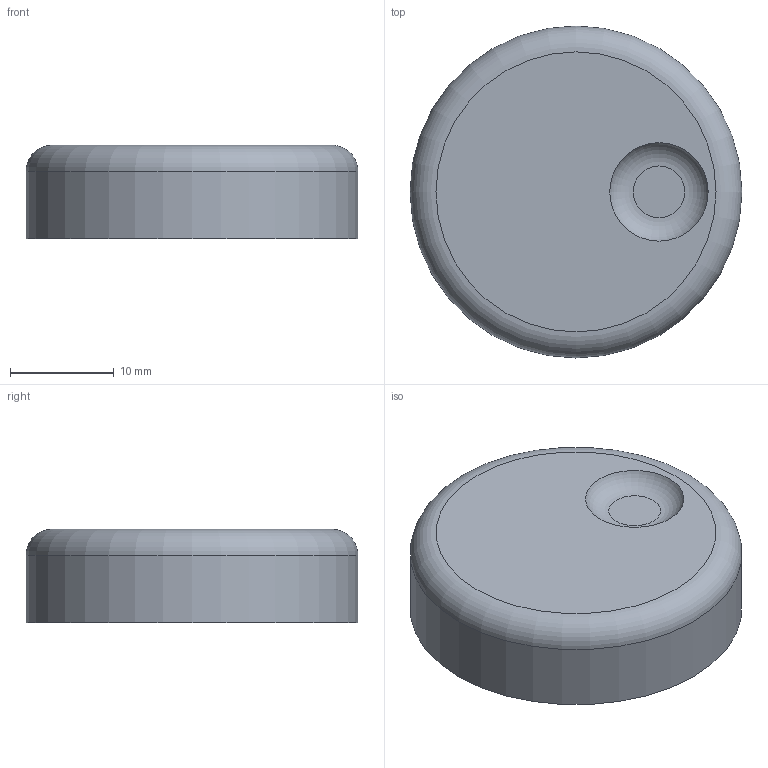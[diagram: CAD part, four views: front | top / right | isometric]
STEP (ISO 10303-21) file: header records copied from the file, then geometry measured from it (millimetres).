
FILE_DESCRIPTION(/* description */ ('STEP AP242','CAx-IF Rec.Pracs.---Representation and Presentation of Product Manufacturing Information (PMI)---4.0---2014-10-13','CAx-IF Rec.Pracs.---3D Tessellated Geometry---0.4---2014-09-14','2;1'),/* implementation_level */ '2;1');
FILE_NAME(/* name */ '688ab667cdfd5c77b0c9dcc2',/* time_stamp */ '2025-07-31T00:18:48Z',/* author */ (''),/* organization */ (''),/* preprocessor_version */ 'ST-DEVELOPER v20',/* originating_system */ 'ONSHAPE BY PTC INC, 1.201',/* authorisation */ ' ');
FILE_SCHEMA (('AP242_MANAGED_MODEL_BASED_3D_ENGINEERING_MIM_LF { 1 0 10303 442 1 1 4 }'));
Length unit declared in the file: metre
Products named in the file (1): Knob top
Bounding box: 32 x 32 x 9 mm (x, y, z)
Volume: 6065.1 mm3; surface area: 2718.3 mm2
Topology: 1 solids, 1 shells, 13 faces, 23 edges, 15 vertices
Faces by surface type: plane 9, cylinder 2, torus 2
Full cylindrical faces by diameter (mm): 5.1 x1, 32 x1
Entity records: 318 total; most frequent: DIRECTION 54, CARTESIAN_POINT 48, ORIENTED_EDGE 38, AXIS2_PLACEMENT_3D 21, EDGE_LOOP 20, FACE_BOUND 20, EDGE_CURVE 19, VERTEX_POINT 15
